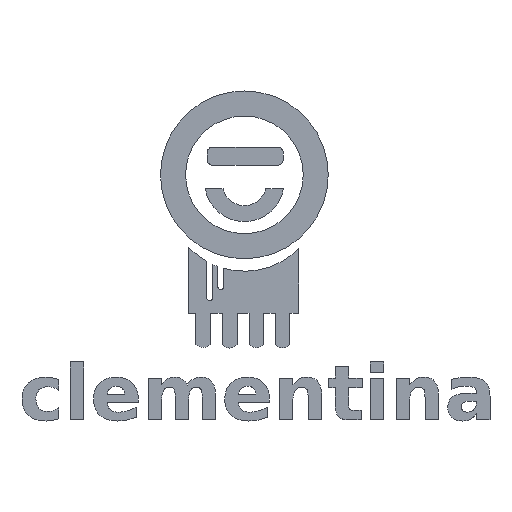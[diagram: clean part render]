
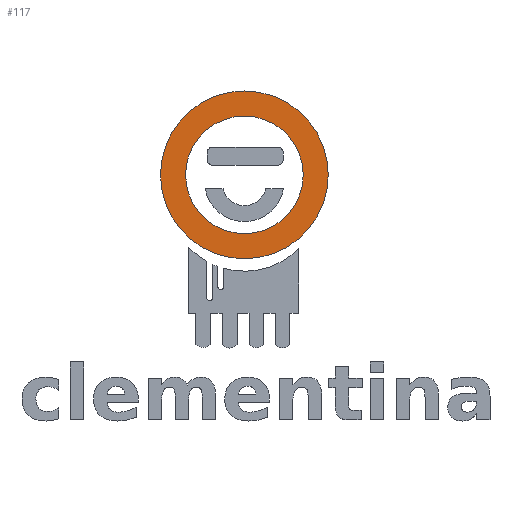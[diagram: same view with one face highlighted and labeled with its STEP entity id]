
A CAD part, front view. The second image highlights one B-rep face of the part: STEP entity #117.
In plain terms, the highlighted planar face has unit normal (0, -1, 0).
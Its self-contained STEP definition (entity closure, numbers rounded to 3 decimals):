
#46 = VERTEX_POINT('',#47);
#47 = CARTESIAN_POINT('',(15.086,-5.,8.061));
#53 = EDGE_CURVE('',#46,#46,#54,.T.);
#54 = CIRCLE('',#55,15.086);
#55 = AXIS2_PLACEMENT_3D('',#56,#57,#58);
#56 = CARTESIAN_POINT('',(0.,-5.,8.061));
#57 = DIRECTION('',(0.,-1.,0.));
#58 = DIRECTION('',(1.,0.,0.));
#79 = VERTEX_POINT('',#80);
#80 = CARTESIAN_POINT('',(10.578,-5.,8.061));
#86 = EDGE_CURVE('',#79,#79,#87,.T.);
#87 = CIRCLE('',#88,10.578);
#88 = AXIS2_PLACEMENT_3D('',#89,#90,#91);
#89 = CARTESIAN_POINT('',(0.,-5.,8.061));
#90 = DIRECTION('',(0.,-1.,0.));
#91 = DIRECTION('',(1.,0.,0.));
#117 = ADVANCED_FACE('',(#118,#121),#124,.F.);
#118 = FACE_BOUND('',#119,.T.);
#119 = EDGE_LOOP('',(#120));
#120 = ORIENTED_EDGE('',*,*,#53,.T.);
#121 = FACE_BOUND('',#122,.F.);
#122 = EDGE_LOOP('',(#123));
#123 = ORIENTED_EDGE('',*,*,#86,.T.);
#124 = PLANE('',#125);
#125 = AXIS2_PLACEMENT_3D('',#126,#127,#128);
#126 = CARTESIAN_POINT('',(-0.402,-5.,-1.232));
#127 = DIRECTION('',(0.,1.,0.));
#128 = DIRECTION('',(0.,0.,1.));
